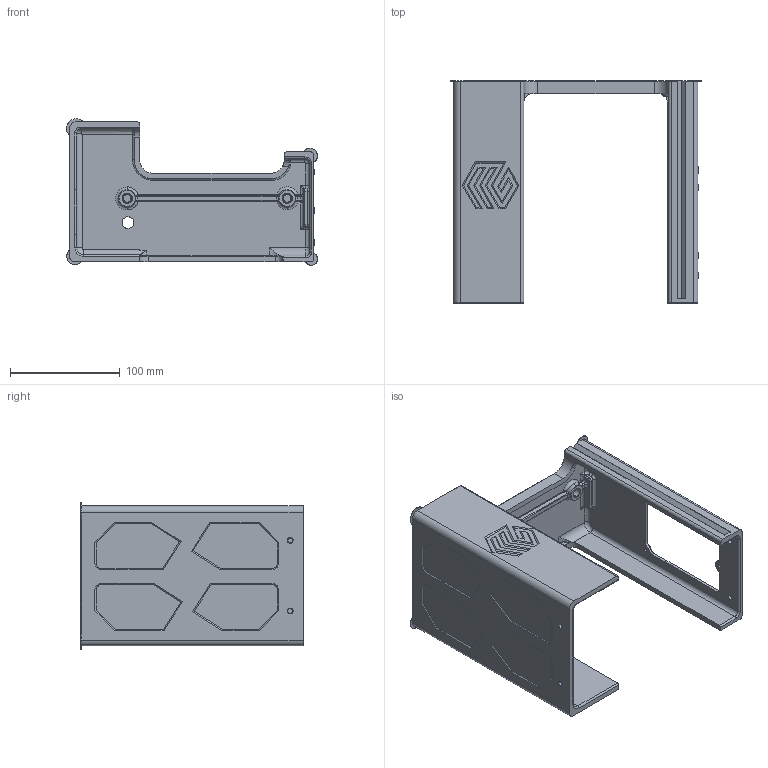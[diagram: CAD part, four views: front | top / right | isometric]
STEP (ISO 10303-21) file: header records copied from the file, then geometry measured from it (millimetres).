
FILE_DESCRIPTION (( 'STEP AP214' ), '1' );
FILE_NAME ('Top.STEP', '2021-11-04T21:21:52', ( '' ), ( '' ), 'SwSTEP 2.0', 'SolidWorks 2021', '' );
FILE_SCHEMA (( 'AUTOMOTIVE_DESIGN' ));
Length unit declared in the file: inch
Products named in the file (1): Top
Bounding box: 228.61 x 202.29 x 133.45 mm (x, y, z)
Volume: 528174.5 mm3; surface area: 197947.2 mm2
Topology: 1 solids, 1 shells, 536 faces, 1392 edges, 865 vertices
Faces by surface type: plane 249, cylinder 145, torus 53, bspline 45, cone 40, sphere 4
Entity records: 20618 total; most frequent: CARTESIAN_POINT 7687, ORIENTED_EDGE 2760, DIRECTION 2599, EDGE_CURVE 1380, AXIS2_PLACEMENT_3D 894, VERTEX_POINT 865, VECTOR 811, LINE 811
